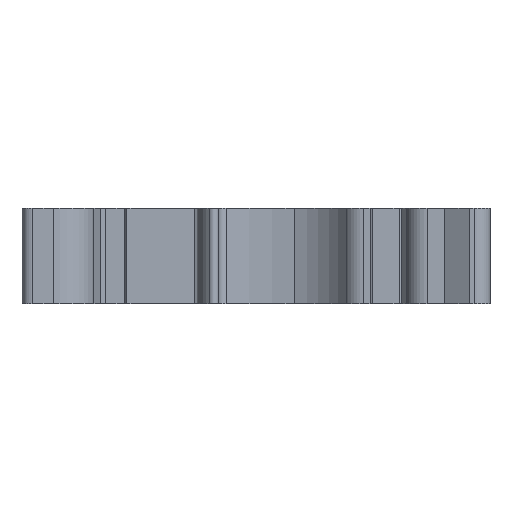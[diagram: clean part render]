
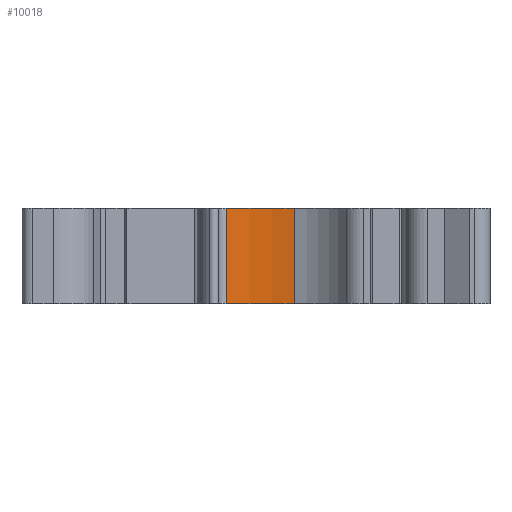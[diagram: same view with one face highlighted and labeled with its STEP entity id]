
A CAD part, front view. The second image highlights one B-rep face of the part: STEP entity #10018.
In plain terms, the highlighted cylindrical face has radius 15.938 mm (diameter 31.875 mm), a partial arc.
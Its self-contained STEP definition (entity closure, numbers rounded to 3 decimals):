
#514=CIRCLE('',#10526,15.937);
#562=CIRCLE('',#10653,15.937);
#1184=LINE('',#14779,#1934);
#1185=LINE('',#14783,#1935);
#1934=VECTOR('',#12384,1000.);
#1935=VECTOR('',#12389,1000.);
#3561=ORIENTED_EDGE('',*,*,#5097,.T.);
#3562=ORIENTED_EDGE('',*,*,#5098,.T.);
#3563=ORIENTED_EDGE('',*,*,#4879,.F.);
#3564=ORIENTED_EDGE('',*,*,#5096,.F.);
#4879=EDGE_CURVE('',#5791,#5792,#514,.T.);
#5096=EDGE_CURVE('',#5932,#5791,#1184,.T.);
#5097=EDGE_CURVE('',#5932,#5933,#562,.T.);
#5098=EDGE_CURVE('',#5933,#5792,#1185,.T.);
#5791=VERTEX_POINT('',#14342);
#5792=VERTEX_POINT('',#14344);
#5932=VERTEX_POINT('',#14778);
#5933=VERTEX_POINT('',#14782);
#6333=EDGE_LOOP('',(#3561,#3562,#3563,#3564));
#6769=FACE_BOUND('',#6333,.T.);
#7007=CYLINDRICAL_SURFACE('',#10652,15.937);
#10018=ADVANCED_FACE('',(#6769),#7007,.F.);
#10526=AXIS2_PLACEMENT_3D('',#14343,#11963,#11964);
#10652=AXIS2_PLACEMENT_3D('',#14780,#12385,#12386);
#10653=AXIS2_PLACEMENT_3D('',#14781,#12387,#12388);
#11963=DIRECTION('',(0.,0.,1.));
#11964=DIRECTION('',(1.,0.,0.));
#12384=DIRECTION('',(0.,0.,-1.));
#12385=DIRECTION('',(0.,0.,-1.));
#12386=DIRECTION('',(-1.,0.,0.));
#12387=DIRECTION('',(0.,0.,1.));
#12388=DIRECTION('',(1.,0.,0.));
#12389=DIRECTION('',(0.,0.,-1.));
#14342=CARTESIAN_POINT('',(3.238,-44.542,0.));
#14343=CARTESIAN_POINT('',(0.379,-60.22,0.));
#14344=CARTESIAN_POINT('',(-3.157,-44.68,0.));
#14778=CARTESIAN_POINT('',(3.238,-44.542,9.));
#14779=CARTESIAN_POINT('',(3.238,-44.542,9.));
#14780=CARTESIAN_POINT('',(0.379,-60.22,9.));
#14781=CARTESIAN_POINT('',(0.379,-60.22,9.));
#14782=CARTESIAN_POINT('',(-3.157,-44.68,9.));
#14783=CARTESIAN_POINT('',(-3.157,-44.68,9.));
